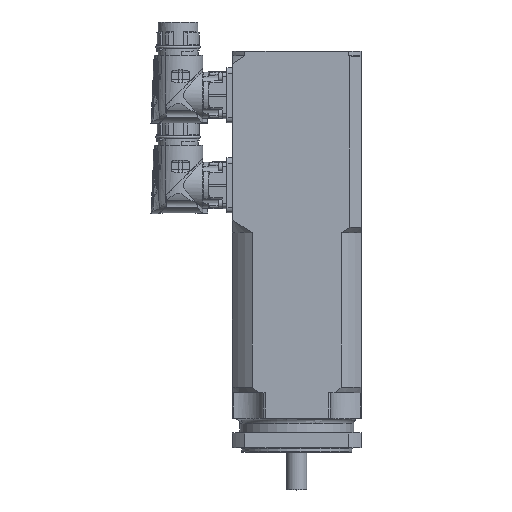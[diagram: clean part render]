
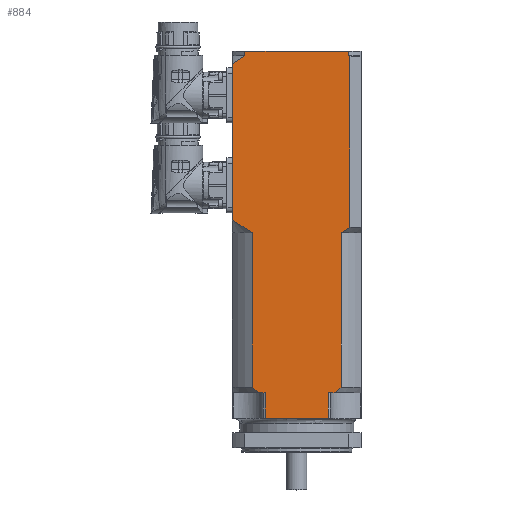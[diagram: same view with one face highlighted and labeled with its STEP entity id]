
A CAD part, top view. The second image highlights one B-rep face of the part: STEP entity #884.
In plain terms, the highlighted planar face has unit normal (0, 0, 1).
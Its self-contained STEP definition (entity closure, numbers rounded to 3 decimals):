
#884=ADVANCED_FACE('',(#1437),#1295,.T.);
#1295=PLANE('',#7229);
#1437=FACE_OUTER_BOUND('',#1774,.T.);
#1774=EDGE_LOOP('',(#3033,#3034,#3035,#3036,#3037,#3038,#3039,#3040,#3041,
#3042,#3043,#3044,#3045,#3046,#3047,#3048,#3049,#3050));
#2295=LINE('',#9791,#2658);
#2296=LINE('',#9798,#2659);
#2297=LINE('',#9800,#2660);
#2298=LINE('',#9802,#2661);
#2299=LINE('',#9809,#2662);
#2300=LINE('',#9816,#2663);
#2301=LINE('',#9823,#2664);
#2302=LINE('',#9825,#2665);
#2303=LINE('',#9827,#2666);
#2304=LINE('',#9829,#2667);
#2305=LINE('',#9831,#2668);
#2306=LINE('',#9838,#2669);
#2658=VECTOR('',#7951,1.);
#2659=VECTOR('',#7952,1.);
#2660=VECTOR('',#7953,1.);
#2661=VECTOR('',#7954,1.);
#2662=VECTOR('',#7955,1.);
#2663=VECTOR('',#7956,1.);
#2664=VECTOR('',#7957,1.);
#2665=VECTOR('',#7958,1.);
#2666=VECTOR('',#7959,1.);
#2667=VECTOR('',#7960,1.);
#2668=VECTOR('',#7961,1.);
#2669=VECTOR('',#7962,1.);
#3033=ORIENTED_EDGE('',*,*,#5880,.F.);
#3034=ORIENTED_EDGE('',*,*,#5881,.T.);
#3035=ORIENTED_EDGE('',*,*,#5882,.T.);
#3036=ORIENTED_EDGE('',*,*,#5883,.F.);
#3037=ORIENTED_EDGE('',*,*,#5884,.F.);
#3038=ORIENTED_EDGE('',*,*,#5885,.F.);
#3039=ORIENTED_EDGE('',*,*,#5886,.T.);
#3040=ORIENTED_EDGE('',*,*,#5887,.F.);
#3041=ORIENTED_EDGE('',*,*,#5888,.F.);
#3042=ORIENTED_EDGE('',*,*,#5889,.F.);
#3043=ORIENTED_EDGE('',*,*,#5890,.T.);
#3044=ORIENTED_EDGE('',*,*,#5891,.T.);
#3045=ORIENTED_EDGE('',*,*,#5892,.F.);
#3046=ORIENTED_EDGE('',*,*,#5893,.F.);
#3047=ORIENTED_EDGE('',*,*,#5894,.F.);
#3048=ORIENTED_EDGE('',*,*,#5895,.T.);
#3049=ORIENTED_EDGE('',*,*,#5896,.T.);
#3050=ORIENTED_EDGE('',*,*,#5897,.F.);
#5151=VERTEX_POINT('',#9789);
#5152=VERTEX_POINT('',#9790);
#5153=VERTEX_POINT('',#9792);
#5154=VERTEX_POINT('',#9797);
#5155=VERTEX_POINT('',#9799);
#5156=VERTEX_POINT('',#9801);
#5157=VERTEX_POINT('',#9803);
#5158=VERTEX_POINT('',#9808);
#5159=VERTEX_POINT('',#9810);
#5160=VERTEX_POINT('',#9815);
#5161=VERTEX_POINT('',#9817);
#5162=VERTEX_POINT('',#9822);
#5163=VERTEX_POINT('',#9824);
#5164=VERTEX_POINT('',#9826);
#5165=VERTEX_POINT('',#9828);
#5166=VERTEX_POINT('',#9830);
#5167=VERTEX_POINT('',#9832);
#5168=VERTEX_POINT('',#9837);
#5880=EDGE_CURVE('',#5151,#5152,#6915,.T.);
#5881=EDGE_CURVE('',#5151,#5153,#2295,.T.);
#5882=EDGE_CURVE('',#5153,#5154,#6916,.T.);
#5883=EDGE_CURVE('',#5155,#5154,#2296,.T.);
#5884=EDGE_CURVE('',#5156,#5155,#2297,.T.);
#5885=EDGE_CURVE('',#5157,#5156,#2298,.T.);
#5886=EDGE_CURVE('',#5157,#5158,#6917,.T.);
#5887=EDGE_CURVE('',#5159,#5158,#2299,.T.);
#5888=EDGE_CURVE('',#5160,#5159,#6918,.T.);
#5889=EDGE_CURVE('',#5161,#5160,#2300,.T.);
#5890=EDGE_CURVE('',#5161,#5162,#6919,.T.);
#5891=EDGE_CURVE('',#5162,#5163,#2301,.T.);
#5892=EDGE_CURVE('',#5164,#5163,#2302,.T.);
#5893=EDGE_CURVE('',#5165,#5164,#2303,.T.);
#5894=EDGE_CURVE('',#5166,#5165,#2304,.T.);
#5895=EDGE_CURVE('',#5166,#5167,#2305,.T.);
#5896=EDGE_CURVE('',#5167,#5168,#6920,.T.);
#5897=EDGE_CURVE('',#5152,#5168,#2306,.T.);
#6915=B_SPLINE_CURVE_WITH_KNOTS('',3,(#9785,#9786,#9787,#9788),
 .UNSPECIFIED.,.F.,.F.,(4,4),(0.,1.),.UNSPECIFIED.);
#6916=B_SPLINE_CURVE_WITH_KNOTS('',3,(#9793,#9794,#9795,#9796),
 .UNSPECIFIED.,.F.,.F.,(4,4),(0.,1.),.UNSPECIFIED.);
#6917=B_SPLINE_CURVE_WITH_KNOTS('',3,(#9804,#9805,#9806,#9807),
 .UNSPECIFIED.,.F.,.F.,(4,4),(0.,1.),.UNSPECIFIED.);
#6918=B_SPLINE_CURVE_WITH_KNOTS('',3,(#9811,#9812,#9813,#9814),
 .UNSPECIFIED.,.F.,.F.,(4,4),(0.,1.),.UNSPECIFIED.);
#6919=B_SPLINE_CURVE_WITH_KNOTS('',3,(#9818,#9819,#9820,#9821),
 .UNSPECIFIED.,.F.,.F.,(4,4),(0.,1.),.UNSPECIFIED.);
#6920=B_SPLINE_CURVE_WITH_KNOTS('',3,(#9833,#9834,#9835,#9836),
 .UNSPECIFIED.,.F.,.F.,(4,4),(0.,1.),.UNSPECIFIED.);
#7229=AXIS2_PLACEMENT_3D('',#9839,#7963,#7964);
#7951=DIRECTION('',(0.,1.,0.));
#7952=DIRECTION('',(0.,-1.,0.));
#7953=DIRECTION('',(1.,0.,0.));
#7954=DIRECTION('',(0.,1.,0.));
#7955=DIRECTION('',(0.,1.,0.));
#7956=DIRECTION('',(0.,1.,0.));
#7957=DIRECTION('',(1.,0.,0.));
#7958=DIRECTION('',(0.,1.,0.));
#7959=DIRECTION('',(-1.,0.,0.));
#7960=DIRECTION('',(0.,-1.,0.));
#7961=DIRECTION('',(1.,0.,0.));
#7962=DIRECTION('',(0.,-1.,0.));
#7963=DIRECTION('',(0.,0.,1.));
#7964=DIRECTION('',(1.,0.,0.));
#9785=CARTESIAN_POINT('',(29.,119.453,35.));
#9786=CARTESIAN_POINT('',(27.395,118.429,35.));
#9787=CARTESIAN_POINT('',(25.767,117.441,35.));
#9788=CARTESIAN_POINT('',(24.109,116.5,35.));
#9789=CARTESIAN_POINT('',(29.,119.453,35.));
#9790=CARTESIAN_POINT('',(24.109,116.5,35.));
#9791=CARTESIAN_POINT('',(29.,18.,35.));
#9792=CARTESIAN_POINT('',(29.,212.547,35.));
#9793=CARTESIAN_POINT('',(29.,212.547,35.));
#9794=CARTESIAN_POINT('',(28.762,212.699,35.));
#9795=CARTESIAN_POINT('',(28.523,212.85,35.));
#9796=CARTESIAN_POINT('',(28.284,213.,35.));
#9797=CARTESIAN_POINT('',(28.284,213.,35.));
#9798=CARTESIAN_POINT('',(28.284,215.5,35.));
#9799=CARTESIAN_POINT('',(28.284,215.5,35.));
#9800=CARTESIAN_POINT('',(-35.,215.5,35.));
#9801=CARTESIAN_POINT('',(-28.284,215.5,35.));
#9802=CARTESIAN_POINT('',(-28.284,215.5,35.));
#9803=CARTESIAN_POINT('',(-28.284,213.,35.));
#9804=CARTESIAN_POINT('',(-28.284,213.,35.));
#9805=CARTESIAN_POINT('',(-30.565,211.566,35.));
#9806=CARTESIAN_POINT('',(-32.8,210.058,35.));
#9807=CARTESIAN_POINT('',(-35.,208.503,35.));
#9808=CARTESIAN_POINT('',(-35.,208.503,35.));
#9809=CARTESIAN_POINT('',(-35.,215.5,35.));
#9810=CARTESIAN_POINT('',(-35.,123.497,35.));
#9811=CARTESIAN_POINT('',(-24.109,116.5,35.));
#9812=CARTESIAN_POINT('',(-27.868,118.632,35.));
#9813=CARTESIAN_POINT('',(-31.473,121.004,35.));
#9814=CARTESIAN_POINT('',(-35.,123.497,35.));
#9815=CARTESIAN_POINT('',(-24.109,116.5,35.));
#9816=CARTESIAN_POINT('',(-24.109,37.,35.));
#9817=CARTESIAN_POINT('',(-24.109,32.5,35.));
#9818=CARTESIAN_POINT('',(-24.109,32.5,35.));
#9819=CARTESIAN_POINT('',(-23.066,31.475,35.));
#9820=CARTESIAN_POINT('',(-21.999,30.472,35.));
#9821=CARTESIAN_POINT('',(-20.905,29.5,35.));
#9822=CARTESIAN_POINT('',(-20.905,29.5,35.));
#9823=CARTESIAN_POINT('',(0.,29.5,35.));
#9824=CARTESIAN_POINT('',(-17.205,29.5,35.));
#9825=CARTESIAN_POINT('',(-17.205,7.5,35.));
#9826=CARTESIAN_POINT('',(-17.205,15.5,35.));
#9827=CARTESIAN_POINT('',(0.,15.5,35.));
#9828=CARTESIAN_POINT('',(17.205,15.5,35.));
#9829=CARTESIAN_POINT('',(17.205,7.5,35.));
#9830=CARTESIAN_POINT('',(17.205,29.5,35.));
#9831=CARTESIAN_POINT('',(0.,29.5,35.));
#9832=CARTESIAN_POINT('',(20.905,29.5,35.));
#9833=CARTESIAN_POINT('',(20.905,29.5,35.));
#9834=CARTESIAN_POINT('',(21.999,30.472,35.));
#9835=CARTESIAN_POINT('',(23.066,31.475,35.));
#9836=CARTESIAN_POINT('',(24.109,32.5,35.));
#9837=CARTESIAN_POINT('',(24.109,32.5,35.));
#9838=CARTESIAN_POINT('',(24.109,37.,35.));
#9839=CARTESIAN_POINT('',(0.,18.,35.));
